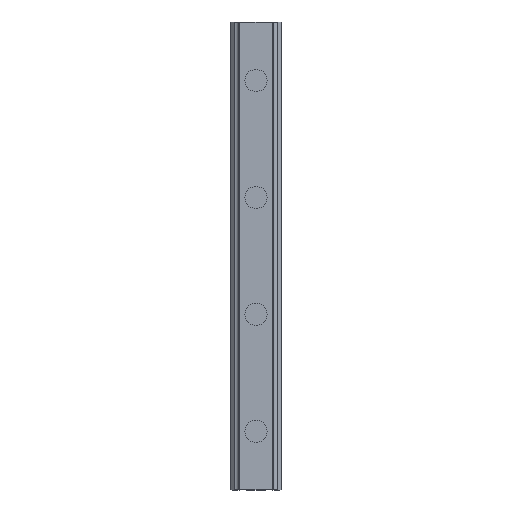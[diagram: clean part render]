
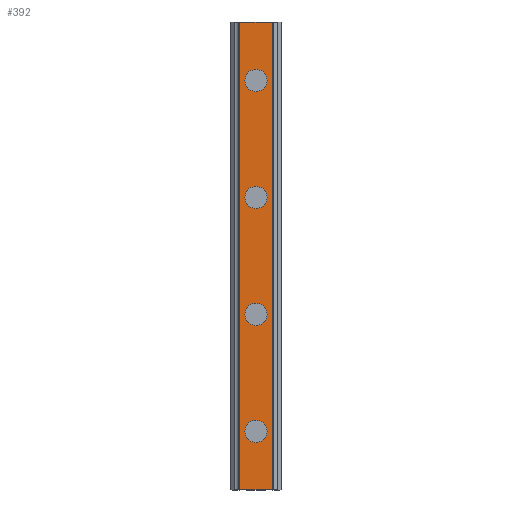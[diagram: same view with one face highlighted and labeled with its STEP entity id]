
A CAD part, top view. The second image highlights one B-rep face of the part: STEP entity #392.
In plain terms, the highlighted planar face has unit normal (0, 0, 1).
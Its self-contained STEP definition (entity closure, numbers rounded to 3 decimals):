
#392=ADVANCED_FACE('',(#805,#806,#807,#808,#809),#810,.T.);
#805=FACE_BOUND('',#1228,.T.);
#806=FACE_BOUND('',#1229,.T.);
#807=FACE_BOUND('',#1230,.T.);
#808=FACE_BOUND('',#1231,.T.);
#809=FACE_OUTER_BOUND('',#1232,.T.);
#810=PLANE('',#1233);
#1228=EDGE_LOOP('',(#2368,#2369));
#1229=EDGE_LOOP('',(#2370,#2371));
#1230=EDGE_LOOP('',(#2372,#2373));
#1231=EDGE_LOOP('',(#2374,#2375));
#1232=EDGE_LOOP('',(#2376,#2377,#2378,#2379));
#1233=AXIS2_PLACEMENT_3D('',#2380,#2381,#2382);
#2368=ORIENTED_EDGE('',*,*,#2541,.T.);
#2369=ORIENTED_EDGE('',*,*,#2895,.T.);
#2370=ORIENTED_EDGE('',*,*,#2531,.T.);
#2371=ORIENTED_EDGE('',*,*,#2901,.T.);
#2372=ORIENTED_EDGE('',*,*,#2521,.T.);
#2373=ORIENTED_EDGE('',*,*,#2907,.T.);
#2374=ORIENTED_EDGE('',*,*,#2511,.T.);
#2375=ORIENTED_EDGE('',*,*,#2913,.T.);
#2376=ORIENTED_EDGE('',*,*,#2878,.T.);
#2377=ORIENTED_EDGE('',*,*,#2952,.F.);
#2378=ORIENTED_EDGE('',*,*,#2759,.T.);
#2379=ORIENTED_EDGE('',*,*,#2950,.T.);
#2380=CARTESIAN_POINT('',(7.2,420.0,38.));
#2381=DIRECTION('',(0.0,0.0,1.0));
#2382=DIRECTION('',(-1.0,0.0,0.0));
#2511=EDGE_CURVE('',#2996,#2993,#2997,.T.);
#2521=EDGE_CURVE('',#3014,#3011,#3015,.T.);
#2531=EDGE_CURVE('',#3032,#3029,#3033,.T.);
#2541=EDGE_CURVE('',#3050,#3047,#3051,.T.);
#2759=EDGE_CURVE('',#3379,#3377,#3380,.T.);
#2878=EDGE_CURVE('',#3572,#3570,#3573,.T.);
#2895=EDGE_CURVE('',#3047,#3050,#3604,.T.);
#2901=EDGE_CURVE('',#3029,#3032,#3610,.T.);
#2907=EDGE_CURVE('',#3011,#3014,#3616,.T.);
#2913=EDGE_CURVE('',#2993,#2996,#3622,.T.);
#2950=EDGE_CURVE('',#3377,#3572,#3659,.T.);
#2952=EDGE_CURVE('',#3379,#3570,#3661,.T.);
#2993=VERTEX_POINT('',#3704);
#2996=VERTEX_POINT('',#3708);
#2997=CIRCLE('',#3709,10.0);
#3011=VERTEX_POINT('',#3726);
#3014=VERTEX_POINT('',#3730);
#3015=CIRCLE('',#3731,10.0);
#3029=VERTEX_POINT('',#3748);
#3032=VERTEX_POINT('',#3752);
#3033=CIRCLE('',#3753,10.0);
#3047=VERTEX_POINT('',#3770);
#3050=VERTEX_POINT('',#3774);
#3051=CIRCLE('',#3775,10.0);
#3377=VERTEX_POINT('',#4237);
#3379=VERTEX_POINT('',#4240);
#3380=LINE('',#4241,#4242);
#3570=VERTEX_POINT('',#4521);
#3572=VERTEX_POINT('',#4524);
#3573=LINE('',#4525,#4526);
#3604=CIRCLE('',#4570,10.0);
#3610=CIRCLE('',#4576,10.0);
#3616=CIRCLE('',#4582,10.0);
#3622=CIRCLE('',#4588,10.0);
#3659=LINE('',#4641,#4642);
#3661=LINE('',#4644,#4645);
#3704=CARTESIAN_POINT('',(10.0,52.5,38.));
#3708=CARTESIAN_POINT('',(-10.0,52.5,38.));
#3709=AXIS2_PLACEMENT_3D('',#4699,#4700,#4701);
#3726=CARTESIAN_POINT('',(10.0,157.5,38.));
#3730=CARTESIAN_POINT('',(-10.0,157.5,38.));
#3731=AXIS2_PLACEMENT_3D('',#4715,#4716,#4717);
#3748=CARTESIAN_POINT('',(10.0,262.5,38.));
#3752=CARTESIAN_POINT('',(-10.0,262.5,38.));
#3753=AXIS2_PLACEMENT_3D('',#4731,#4732,#4733);
#3770=CARTESIAN_POINT('',(10.0,367.5,38.));
#3774=CARTESIAN_POINT('',(-10.0,367.5,38.));
#3775=AXIS2_PLACEMENT_3D('',#4747,#4748,#4749);
#4237=CARTESIAN_POINT('',(-14.4,420.0,38.));
#4240=CARTESIAN_POINT('',(14.4,420.0,38.));
#4241=CARTESIAN_POINT('',(14.4,420.0,38.));
#4242=VECTOR('',#4956,1.0);
#4521=CARTESIAN_POINT('',(14.4,0.0,38.));
#4524=CARTESIAN_POINT('',(-14.4,0.0,38.));
#4525=CARTESIAN_POINT('',(0.0,0.0,38.));
#4526=VECTOR('',#5059,1.0);
#4570=AXIS2_PLACEMENT_3D('',#5079,#5080,#5081);
#4576=AXIS2_PLACEMENT_3D('',#5088,#5089,#5090);
#4582=AXIS2_PLACEMENT_3D('',#5097,#5098,#5099);
#4588=AXIS2_PLACEMENT_3D('',#5106,#5107,#5108);
#4641=CARTESIAN_POINT('',(-14.4,420.0,38.));
#4642=VECTOR('',#5131,1.0);
#4644=CARTESIAN_POINT('',(14.4,420.0,38.));
#4645=VECTOR('',#5132,1.0);
#4699=CARTESIAN_POINT('',(0.0,52.5,38.));
#4700=DIRECTION('',(0.0,0.0,-1.0));
#4701=DIRECTION('',(1.0,0.0,0.0));
#4715=CARTESIAN_POINT('',(0.0,157.5,38.));
#4716=DIRECTION('',(0.0,0.0,-1.0));
#4717=DIRECTION('',(1.0,0.0,0.0));
#4731=CARTESIAN_POINT('',(0.0,262.5,38.));
#4732=DIRECTION('',(0.0,0.0,-1.0));
#4733=DIRECTION('',(1.0,0.0,0.0));
#4747=CARTESIAN_POINT('',(0.0,367.5,38.));
#4748=DIRECTION('',(0.0,0.0,-1.0));
#4749=DIRECTION('',(1.0,0.0,0.0));
#4956=DIRECTION('',(-1.0,0.0,0.0));
#5059=DIRECTION('',(1.0,0.0,0.0));
#5079=CARTESIAN_POINT('',(0.0,367.5,38.));
#5080=DIRECTION('',(0.0,0.0,-1.0));
#5081=DIRECTION('',(1.0,0.0,0.0));
#5088=CARTESIAN_POINT('',(0.0,262.5,38.));
#5089=DIRECTION('',(0.0,0.0,-1.0));
#5090=DIRECTION('',(1.0,0.0,0.0));
#5097=CARTESIAN_POINT('',(0.0,157.5,38.));
#5098=DIRECTION('',(0.0,0.0,-1.0));
#5099=DIRECTION('',(1.0,0.0,0.0));
#5106=CARTESIAN_POINT('',(0.0,52.5,38.));
#5107=DIRECTION('',(0.0,0.0,-1.0));
#5108=DIRECTION('',(1.0,0.0,0.0));
#5131=DIRECTION('',(0.0,-1.0,0.0));
#5132=DIRECTION('',(0.0,-1.0,0.0));
